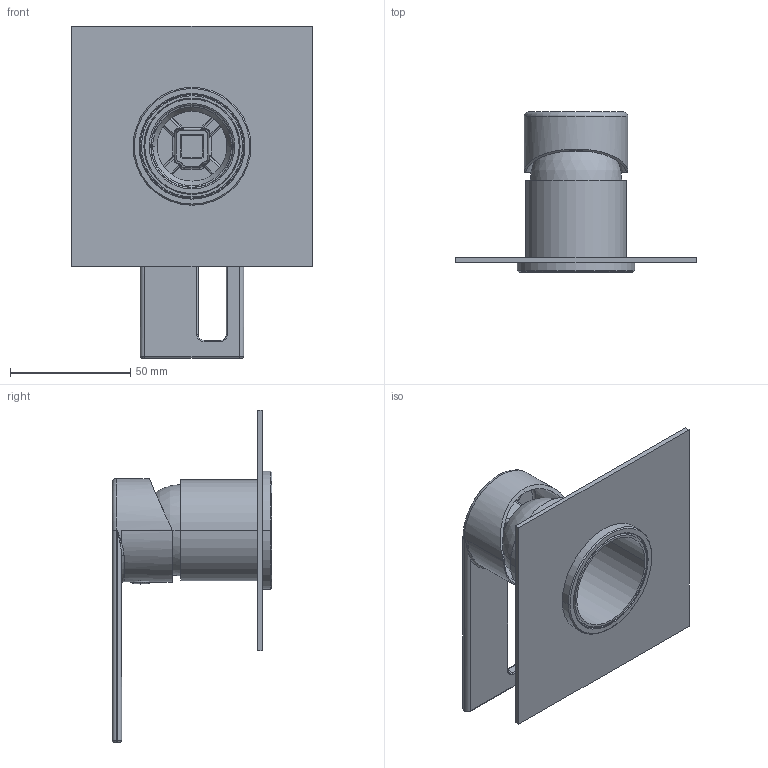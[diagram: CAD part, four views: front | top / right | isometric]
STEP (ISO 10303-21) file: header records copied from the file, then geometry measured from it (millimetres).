
FILE_DESCRIPTION((''),'2;1');
FILE_NAME('AOTT604E001','2022-09-02T08:25:35',('Michela Ferrini'),(''),'CREO PARAMETRIC BY PTC INC, 2020281','CREO PARAMETRIC BY PTC INC, 2020281','');
FILE_SCHEMA(('CONFIG_CONTROL_DESIGN'));
Length unit declared in the file: millimetre
Products named in the file (8): SINMAC0008; SCCMAC0005; AOTT005C002; SPLMAC0001; AOTT604C001; AOTT608C002; AOTT604W001; AOTT604E001
Assembly tree (7 placements, depth 3):
  AOTT604E001
    SINMAC0008
    SCCMAC0005
    AOTT005C002
    SPLMAC0001
    AOTT604W001
      AOTT604C001
      AOTT608C002
Bounding box: 100 x 66.5 x 138 mm (x, y, z)
Volume: 43965.2 mm3; surface area: 49351.3 mm2
Topology: 6 solids, 8 shells, 307 faces, 718 edges, 436 vertices
Faces by surface type: cylinder 103, bspline 70, plane 67, torus 36, cone 21, sphere 10
Entity records: 12295 total; most frequent: CARTESIAN_POINT 5419, ORIENTED_EDGE 1404, DIRECTION 1400, EDGE_CURVE 707, AXIS2_PLACEMENT_3D 574, VERTEX_POINT 418, EDGE_LOOP 327, FACE_OUTER_BOUND 307
